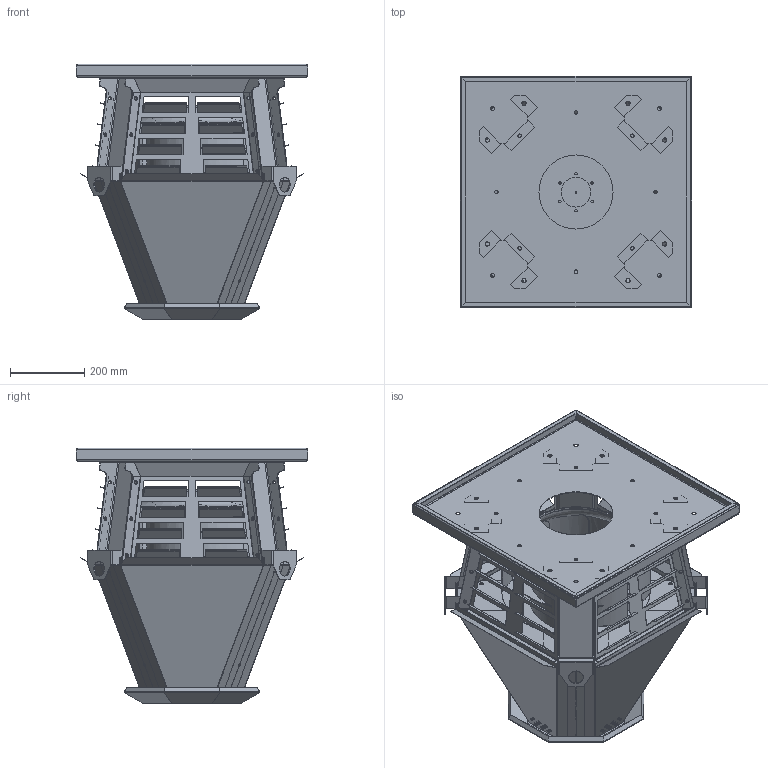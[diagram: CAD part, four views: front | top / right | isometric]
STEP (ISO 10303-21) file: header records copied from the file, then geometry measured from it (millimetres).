
FILE_DESCRIPTION(('STEP AP203'), '1');
FILE_NAME('ﾂﾊﾐ 3.55, 4', '', ('UNSPECIFIED'), ('UNSPECIFIED'), 'ASCON STEP Converter 1.3', 'ASCON Math Kernel', '');
FILE_SCHEMA(('CONFIG_CONTROL_DESIGN'));
Length unit declared in the file: millimetre
Products named in the file (1): ﾂﾊﾐ 4 (3.55)
Bounding box: 625 x 625 x 689.76 mm (x, y, z)
Volume: 4764857.9 mm3; surface area: 6039433.8 mm2
Topology: 7 solids, 7 shells, 3230 faces, 7975 edges, 4632 vertices
Faces by surface type: plane 2231, cylinder 901, bspline 96, torus 2
Full cylindrical faces by diameter (mm): 5 x9, 6.5 x6, 9.3 x152, 10 x4, 11.3 x28, 12 x4, 15 x4, 40 x4, 80 x1, 112 x2, 200 x1, 278 x1, 280 x1, 284 x1, 350 x1, 400 x2
Entity records: 121777 total; most frequent: CARTESIAN_POINT 19604, DIRECTION 15540, ORIENTED_EDGE 15520, EDGE_CURVE 7760, LINE 5564, VECTOR 5564, AXIS2_PLACEMENT_3D 4988, VERTEX_POINT 4632
